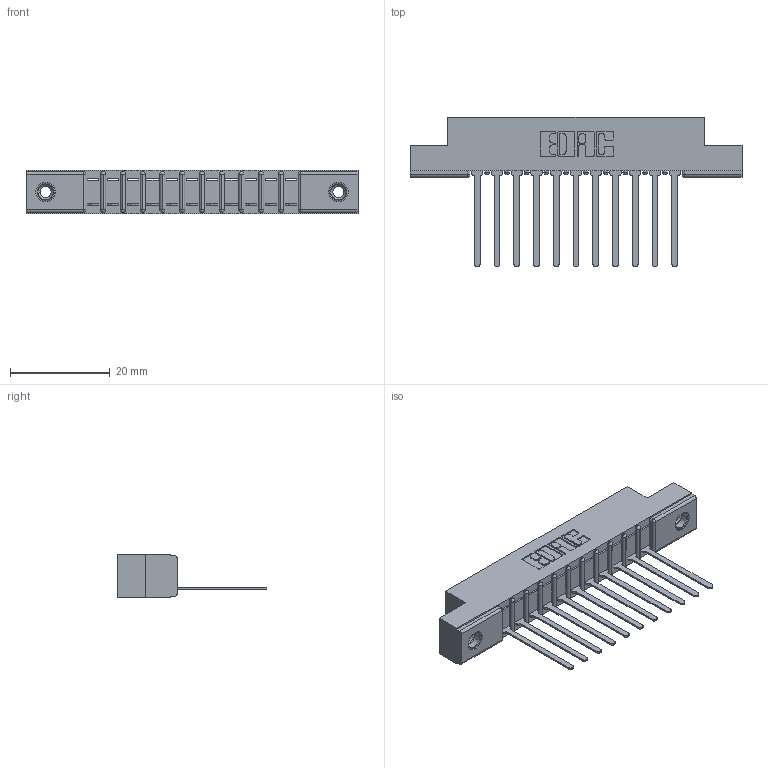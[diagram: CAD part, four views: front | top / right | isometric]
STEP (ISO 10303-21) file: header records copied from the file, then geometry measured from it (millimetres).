
FILE_DESCRIPTION (( 'STEP AP203' ), '1' );
FILE_NAME ('307-011-545-108.STEP', '2019-09-03T15:26:03', ( '' ), ( '' ), 'SwSTEP 2.0', 'SolidWorks 2016', '' );
FILE_SCHEMA (( 'CONFIG_CONTROL_DESIGN' ));
Length unit declared in the file: inch
Products named in the file (4): 307 Part_.156 Dia Mounting Holes; 307-011-545-108; 307-290-001_545; 345-250-001_345-250-003-102
Assembly tree (14 placements, depth 2):
  307-011-545-108
    307 Part_.156 Dia Mounting Holes
    307-290-001_545  x11
    345-250-001_345-250-003-102  x2
Bounding box: 66.6 x 30 x 8.71 mm (x, y, z)
Volume: 4270.5 mm3; surface area: 6503.4 mm2
Topology: 14 solids, 14 shells, 806 faces, 2241 edges, 1438 vertices
Faces by surface type: plane 509, cylinder 257, sphere 24, cone 12, torus 4
Entity records: 14405 total; most frequent: CARTESIAN_POINT 2395, ORIENTED_EDGE 2374, DIRECTION 2357, EDGE_CURVE 1187, LINE 897, VECTOR 897, VERTEX_POINT 768, AXIS2_PLACEMENT_3D 730
